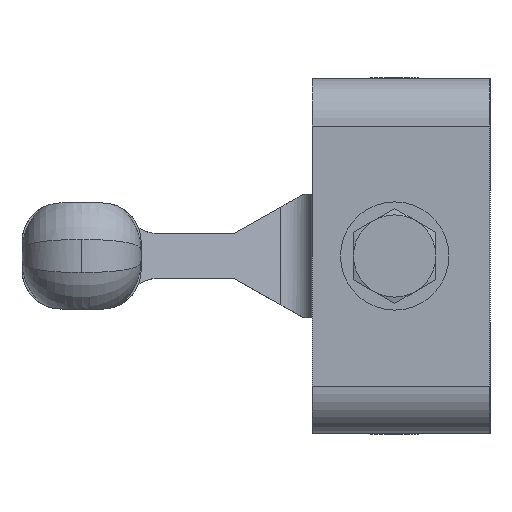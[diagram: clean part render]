
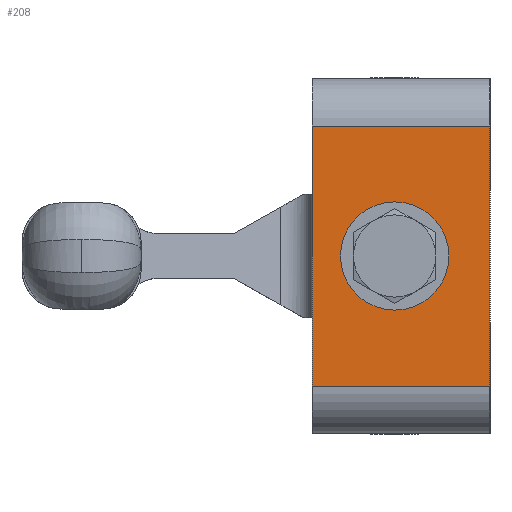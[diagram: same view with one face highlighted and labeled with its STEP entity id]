
A CAD part, left-side view. The second image highlights one B-rep face of the part: STEP entity #208.
In plain terms, the highlighted planar face has unit normal (-1, 0, 0).
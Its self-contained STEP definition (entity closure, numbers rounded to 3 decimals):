
#208 = ADVANCED_FACE( '', ( #553, #554 ), #555, .T. );
#553 = FACE_OUTER_BOUND( '', #976, .T. );
#554 = FACE_BOUND( '', #977, .T. );
#555 = PLANE( '', #978 );
#976 = EDGE_LOOP( '', ( #2197, #2198, #2199, #2200 ) );
#977 = EDGE_LOOP( '', ( #2201, #2202 ) );
#978 = AXIS2_PLACEMENT_3D( '', #2203, #2204, #2205 );
#2197 = ORIENTED_EDGE( '', *, *, #3106, .T. );
#2198 = ORIENTED_EDGE( '', *, *, #3099, .F. );
#2199 = ORIENTED_EDGE( '', *, *, #3066, .T. );
#2200 = ORIENTED_EDGE( '', *, *, #3079, .T. );
#2201 = ORIENTED_EDGE( '', *, *, #3055, .F. );
#2202 = ORIENTED_EDGE( '', *, *, #2761, .F. );
#2203 = CARTESIAN_POINT( '', ( 0., 0., 30. ) );
#2204 = DIRECTION( '', ( -1., 0., 0. ) );
#2205 = DIRECTION( '', ( 0., 0., 1. ) );
#2761 = EDGE_CURVE( '', #3331, #3334, #3335, .T. );
#3055 = EDGE_CURVE( '', #3334, #3331, #3818, .T. );
#3066 = EDGE_CURVE( '', #3838, #3836, #3839, .T. );
#3079 = EDGE_CURVE( '', #3836, #3856, #3858, .T. );
#3099 = EDGE_CURVE( '', #3838, #3884, #3890, .T. );
#3106 = EDGE_CURVE( '', #3856, #3884, #3897, .T. );
#3331 = VERTEX_POINT( '', #4186 );
#3334 = VERTEX_POINT( '', #4190 );
#3335 = CIRCLE( '', #4191, 12.5 );
#3818 = CIRCLE( '', #5389, 12.5 );
#3836 = VERTEX_POINT( '', #5413 );
#3838 = VERTEX_POINT( '', #5415 );
#3839 = LINE( '', #5416, #5417 );
#3856 = VERTEX_POINT( '', #5437 );
#3858 = LINE( '', #5439, #5440 );
#3884 = VERTEX_POINT( '', #5477 );
#3890 = LINE( '', #5485, #5486 );
#3897 = LINE( '', #5493, #5494 );
#4186 = CARTESIAN_POINT( '', ( 0., 34.5, 0. ) );
#4190 = CARTESIAN_POINT( '', ( 0., 9.5, 0. ) );
#4191 = AXIS2_PLACEMENT_3D( '', #6059, #6060, #6061 );
#5389 = AXIS2_PLACEMENT_3D( '', #6531, #6532, #6533 );
#5413 = CARTESIAN_POINT( '', ( 0., 0., 30. ) );
#5415 = CARTESIAN_POINT( '', ( 0., 0., -30. ) );
#5416 = CARTESIAN_POINT( '', ( 0., 0., -30. ) );
#5417 = VECTOR( '', #6552, 1. );
#5437 = CARTESIAN_POINT( '', ( 0., 41., 30. ) );
#5439 = CARTESIAN_POINT( '', ( 0., 0., 30. ) );
#5440 = VECTOR( '', #6583, 1. );
#5477 = CARTESIAN_POINT( '', ( 0., 41., -30. ) );
#5485 = CARTESIAN_POINT( '', ( 0., 0., -30. ) );
#5486 = VECTOR( '', #6615, 1. );
#5493 = CARTESIAN_POINT( '', ( 0., 41., -30. ) );
#5494 = VECTOR( '', #6634, 1. );
#6059 = CARTESIAN_POINT( '', ( 0., 22., 0. ) );
#6060 = DIRECTION( '', ( -1., 0., 0. ) );
#6061 = DIRECTION( '', ( 0., 1., 0. ) );
#6531 = CARTESIAN_POINT( '', ( 0., 22., 0. ) );
#6532 = DIRECTION( '', ( -1., 0., 0. ) );
#6533 = DIRECTION( '', ( 0., 1., 0. ) );
#6552 = DIRECTION( '', ( 0., 0., 1. ) );
#6583 = DIRECTION( '', ( 0., 1., 0. ) );
#6615 = DIRECTION( '', ( 0., 1., 0. ) );
#6634 = DIRECTION( '', ( 0., 0., -1. ) );
